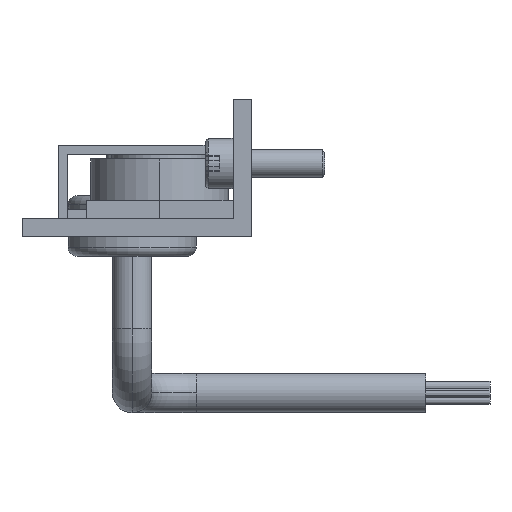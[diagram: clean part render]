
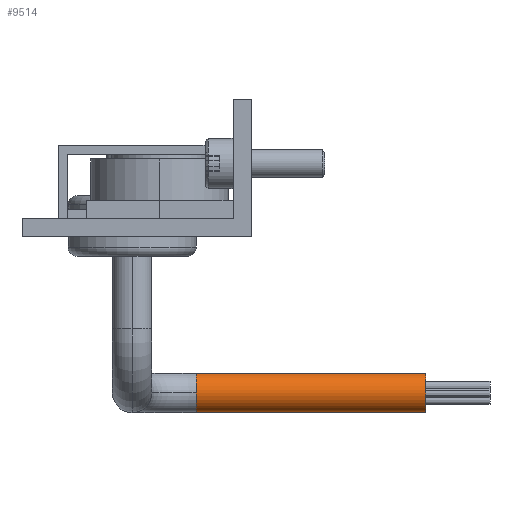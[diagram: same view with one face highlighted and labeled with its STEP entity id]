
A CAD part, left-side view. The second image highlights one B-rep face of the part: STEP entity #9514.
In plain terms, the highlighted cylindrical face has radius 2.15 mm (diameter 4.3 mm), a partial arc.
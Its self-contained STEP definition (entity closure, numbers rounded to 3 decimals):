
#484 = DIRECTION ( 'NONE',  ( 0., -1., 0. ) ) ;
#569 = ORIENTED_EDGE ( 'NONE', *, *, #2077, .T. ) ;
#632 = LINE ( 'NONE', #8376, #5095 ) ;
#944 = CARTESIAN_POINT ( 'NONE',  ( 17., -7., 16. ) ) ;
#1191 = VERTEX_POINT ( 'NONE', #7083 ) ;
#1260 = EDGE_CURVE ( 'NONE', #2877, #1191, #5629, .T. ) ;
#1274 = VECTOR ( 'NONE', #5908, 1000. ) ;
#1970 = ORIENTED_EDGE ( 'NONE', *, *, #6399, .T. ) ;
#2077 = EDGE_CURVE ( 'NONE', #1191, #9936, #5969, .T. ) ;
#2321 = EDGE_LOOP ( 'NONE', ( #6528, #8335, #569, #1970, #9351 ) ) ;
#2877 = VERTEX_POINT ( 'NONE', #4789 ) ;
#3097 = DIRECTION ( 'NONE',  ( 0., -1., 0. ) ) ;
#3655 = AXIS2_PLACEMENT_3D ( 'NONE', #944, #4772, #7908 ) ;
#3994 = CARTESIAN_POINT ( 'NONE',  ( 14.85, -32., 16. ) ) ;
#4051 = EDGE_CURVE ( 'NONE', #2877, #9295, #6546, .T. ) ;
#4695 = CARTESIAN_POINT ( 'NONE',  ( 17., -7., 16. ) ) ;
#4772 = DIRECTION ( 'NONE',  ( 0., -1., 0. ) ) ;
#4789 = CARTESIAN_POINT ( 'NONE',  ( 14.85, -7., 16. ) ) ;
#5095 = VECTOR ( 'NONE', #5228, 1000. ) ;
#5135 = CARTESIAN_POINT ( 'NONE',  ( 14.85, -7., 16. ) ) ;
#5228 = DIRECTION ( 'NONE',  ( 0., -1., 0. ) ) ;
#5564 = CARTESIAN_POINT ( 'NONE',  ( 17., -32., 16. ) ) ;
#5629 = CIRCLE ( 'NONE', #3655, 2.15 ) ;
#5646 = CARTESIAN_POINT ( 'NONE',  ( 19.15, -32., 16. ) ) ;
#5691 = DIRECTION ( 'NONE',  ( 1., 0., 0. ) ) ;
#5792 = AXIS2_PLACEMENT_3D ( 'NONE', #4695, #8514, #7824 ) ;
#5908 = DIRECTION ( 'NONE',  ( 0., -1., 0. ) ) ;
#5969 = CIRCLE ( 'NONE', #5792, 2.15 ) ;
#6399 = EDGE_CURVE ( 'NONE', #9936, #9390, #632, .T. ) ;
#6528 = ORIENTED_EDGE ( 'NONE', *, *, #4051, .F. ) ;
#6546 = LINE ( 'NONE', #5135, #1274 ) ;
#6689 = CARTESIAN_POINT ( 'NONE',  ( 17., -7., 16. ) ) ;
#6920 = CIRCLE ( 'NONE', #9398, 2.15 ) ;
#7083 = CARTESIAN_POINT ( 'NONE',  ( 17., -7., 13.85 ) ) ;
#7117 = AXIS2_PLACEMENT_3D ( 'NONE', #6689, #484, #5691 ) ;
#7494 = CYLINDRICAL_SURFACE ( 'NONE', #7117, 2.15 ) ;
#7508 = EDGE_CURVE ( 'NONE', #9295, #9390, #6920, .T. ) ;
#7824 = DIRECTION ( 'NONE',  ( 1., 0., 0. ) ) ;
#7908 = DIRECTION ( 'NONE',  ( 1., 0., 0. ) ) ;
#8271 = FACE_OUTER_BOUND ( 'NONE', #2321, .T. ) ;
#8335 = ORIENTED_EDGE ( 'NONE', *, *, #1260, .T. ) ;
#8376 = CARTESIAN_POINT ( 'NONE',  ( 19.15, -7., 16. ) ) ;
#8514 = DIRECTION ( 'NONE',  ( 0., -1., 0. ) ) ;
#8890 = CARTESIAN_POINT ( 'NONE',  ( 19.15, -7., 16. ) ) ;
#9295 = VERTEX_POINT ( 'NONE', #3994 ) ;
#9351 = ORIENTED_EDGE ( 'NONE', *, *, #7508, .F. ) ;
#9364 = DIRECTION ( 'NONE',  ( 1., 0., 0. ) ) ;
#9390 = VERTEX_POINT ( 'NONE', #5646 ) ;
#9398 = AXIS2_PLACEMENT_3D ( 'NONE', #5564, #3097, #9364 ) ;
#9514 = ADVANCED_FACE ( 'NONE', ( #8271 ), #7494, .T. ) ;
#9936 = VERTEX_POINT ( 'NONE', #8890 ) ;
